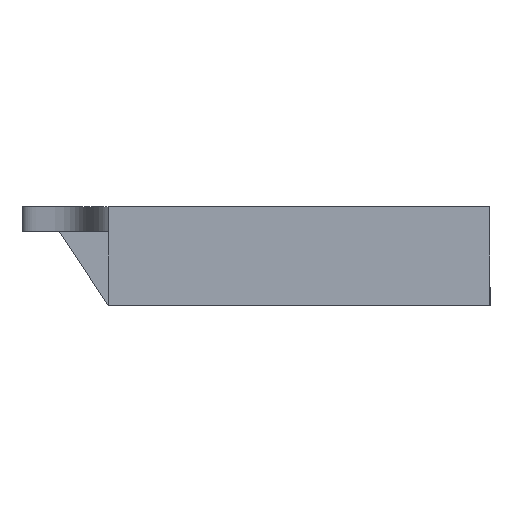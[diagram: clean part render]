
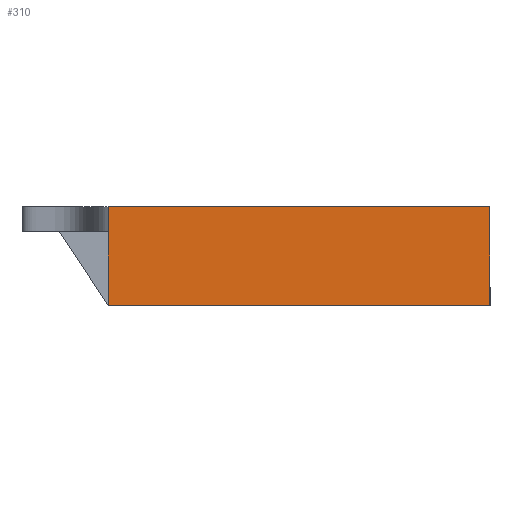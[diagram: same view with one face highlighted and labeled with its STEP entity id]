
A CAD part, left-side view. The second image highlights one B-rep face of the part: STEP entity #310.
In plain terms, the highlighted planar face has unit normal (-1, 0, 0).
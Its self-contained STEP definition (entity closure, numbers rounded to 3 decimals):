
#17 = CARTESIAN_POINT ( 'NONE',  ( -16.8, 46.587, -7.7 ) ) ;
#127 = VECTOR ( 'NONE', #1631, 1000. ) ;
#201 = VECTOR ( 'NONE', #1393, 1000. ) ;
#211 = CARTESIAN_POINT ( 'NONE',  ( -16.8, 7.487, 2.4 ) ) ;
#310 = ADVANCED_FACE ( 'NONE', ( #467 ), #1612, .F. ) ;
#338 = DIRECTION ( 'NONE',  ( 0., 1., 0. ) ) ;
#368 = DIRECTION ( 'NONE',  ( 0., -1., 0. ) ) ;
#395 = ORIENTED_EDGE ( 'NONE', *, *, #1051, .F. ) ;
#450 = CARTESIAN_POINT ( 'NONE',  ( -16.8, 46.587, 2.4 ) ) ;
#467 = FACE_OUTER_BOUND ( 'NONE', #500, .T. ) ;
#494 = EDGE_CURVE ( 'NONE', #1228, #533, #1557, .T. ) ;
#500 = EDGE_LOOP ( 'NONE', ( #712, #1211, #1417, #395 ) ) ;
#533 = VERTEX_POINT ( 'NONE', #17 ) ;
#646 = LINE ( 'NONE', #978, #1605 ) ;
#680 = CARTESIAN_POINT ( 'NONE',  ( -16.8, 46.587, 2.4 ) ) ;
#712 = ORIENTED_EDGE ( 'NONE', *, *, #494, .T. ) ;
#724 = EDGE_CURVE ( 'NONE', #533, #1779, #646, .T. ) ;
#762 = DIRECTION ( 'NONE',  ( 0., -1., 0. ) ) ;
#883 = DIRECTION ( 'NONE',  ( 1., 0., 0. ) ) ;
#978 = CARTESIAN_POINT ( 'NONE',  ( -16.8, 7.487, -7.7 ) ) ;
#981 = AXIS2_PLACEMENT_3D ( 'NONE', #450, #883, #338 ) ;
#989 = CARTESIAN_POINT ( 'NONE',  ( -16.8, 46.587, 2.4 ) ) ;
#993 = CARTESIAN_POINT ( 'NONE',  ( -16.8, 7.487, -7.7 ) ) ;
#1020 = VERTEX_POINT ( 'NONE', #1451 ) ;
#1051 = EDGE_CURVE ( 'NONE', #1228, #1020, #1242, .T. ) ;
#1064 = LINE ( 'NONE', #211, #127 ) ;
#1162 = EDGE_CURVE ( 'NONE', #1020, #1779, #1064, .T. ) ;
#1211 = ORIENTED_EDGE ( 'NONE', *, *, #724, .T. ) ;
#1228 = VERTEX_POINT ( 'NONE', #680 ) ;
#1242 = LINE ( 'NONE', #1819, #1811 ) ;
#1393 = DIRECTION ( 'NONE',  ( 0., 0., -1. ) ) ;
#1417 = ORIENTED_EDGE ( 'NONE', *, *, #1162, .F. ) ;
#1451 = CARTESIAN_POINT ( 'NONE',  ( -16.8, 7.487, 2.4 ) ) ;
#1557 = LINE ( 'NONE', #989, #201 ) ;
#1605 = VECTOR ( 'NONE', #762, 1000. ) ;
#1612 = PLANE ( 'NONE',  #981 ) ;
#1631 = DIRECTION ( 'NONE',  ( 0., 0., -1. ) ) ;
#1779 = VERTEX_POINT ( 'NONE', #993 ) ;
#1811 = VECTOR ( 'NONE', #368, 1000. ) ;
#1819 = CARTESIAN_POINT ( 'NONE',  ( -16.8, 46.587, 2.4 ) ) ;
